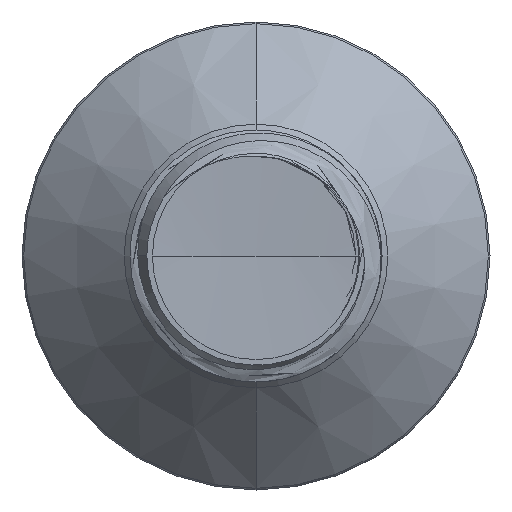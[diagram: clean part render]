
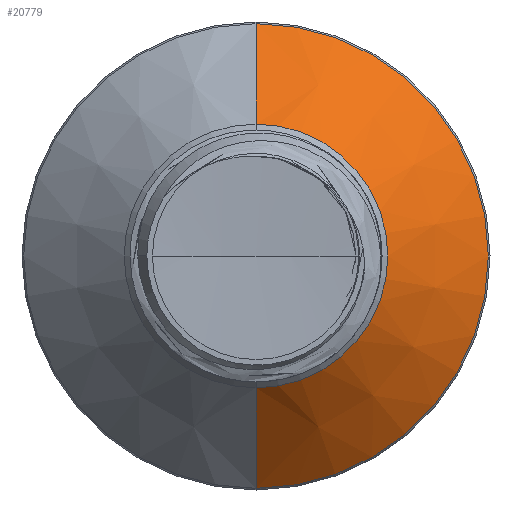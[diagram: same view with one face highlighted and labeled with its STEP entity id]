
A CAD part, front view. The second image highlights one B-rep face of the part: STEP entity #20779.
In plain terms, the highlighted conical face has half-angle 45 degrees and reference radius 1.832 mm.
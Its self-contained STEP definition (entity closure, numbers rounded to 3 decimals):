
#563 = AXIS2_PLACEMENT_3D ( 'NONE', #26700, #10602, #29320 ) ;
#663 = ORIENTED_EDGE ( 'NONE', *, *, #18865, .T. ) ;
#1020 = VERTEX_POINT ( 'NONE', #10495 ) ;
#1534 = ORIENTED_EDGE ( 'NONE', *, *, #15226, .F. ) ;
#1672 = CIRCLE ( 'NONE', #13907, 1.832 ) ;
#5407 = VERTEX_POINT ( 'NONE', #16704 ) ;
#6628 = VECTOR ( 'NONE', #32200, 1000. ) ;
#6739 = CARTESIAN_POINT ( 'NONE',  ( 0., 11.813, 0. ) ) ;
#7003 = DIRECTION ( 'NONE',  ( 0., 1., 0. ) ) ;
#8828 = CIRCLE ( 'NONE', #563, 3.227 ) ;
#8900 = AXIS2_PLACEMENT_3D ( 'NONE', #6739, #33805, #15298 ) ;
#9411 = EDGE_LOOP ( 'NONE', ( #663, #15451, #1534, #9907 ) ) ;
#9907 = ORIENTED_EDGE ( 'NONE', *, *, #11581, .F. ) ;
#10322 = CARTESIAN_POINT ( 'NONE',  ( 0., 13.208, -3.227 ) ) ;
#10495 = CARTESIAN_POINT ( 'NONE',  ( 0., 11.813, -1.832 ) ) ;
#10602 = DIRECTION ( 'NONE',  ( 0., 1., 0. ) ) ;
#11581 = EDGE_CURVE ( 'NONE', #5407, #17640, #33466, .T. ) ;
#13907 = AXIS2_PLACEMENT_3D ( 'NONE', #23284, #7003, #25935 ) ;
#15226 = EDGE_CURVE ( 'NONE', #17640, #33284, #8828, .T. ) ;
#15298 = DIRECTION ( 'NONE',  ( 0., 0., 1. ) ) ;
#15451 = ORIENTED_EDGE ( 'NONE', *, *, #17072, .T. ) ;
#16570 = CARTESIAN_POINT ( 'NONE',  ( 0., 13.208, 3.227 ) ) ;
#16704 = CARTESIAN_POINT ( 'NONE',  ( 0., 11.813, 1.832 ) ) ;
#17072 = EDGE_CURVE ( 'NONE', #1020, #33284, #26436, .T. ) ;
#17640 = VERTEX_POINT ( 'NONE', #16570 ) ;
#18865 = EDGE_CURVE ( 'NONE', #5407, #1020, #1672, .T. ) ;
#18963 = CONICAL_SURFACE ( 'NONE', #8900, 1.832, 0.785 ) ;
#20633 = FACE_OUTER_BOUND ( 'NONE', #9411, .T. ) ;
#20779 = ADVANCED_FACE ( 'NONE', ( #20633 ), #18963, .T. ) ;
#23284 = CARTESIAN_POINT ( 'NONE',  ( 0., 11.813, 0. ) ) ;
#25935 = DIRECTION ( 'NONE',  ( 0., 0., 1. ) ) ;
#26436 = LINE ( 'NONE', #28843, #32609 ) ;
#26700 = CARTESIAN_POINT ( 'NONE',  ( 0., 13.208, 0. ) ) ;
#28843 = CARTESIAN_POINT ( 'NONE',  ( 0., 11.813, -1.832 ) ) ;
#28953 = DIRECTION ( 'NONE',  ( 0., 0.707, -0.707 ) ) ;
#29320 = DIRECTION ( 'NONE',  ( 0., 0., 1. ) ) ;
#32200 = DIRECTION ( 'NONE',  ( 0., 0.707, 0.707 ) ) ;
#32609 = VECTOR ( 'NONE', #28953, 1000. ) ;
#33284 = VERTEX_POINT ( 'NONE', #10322 ) ;
#33466 = LINE ( 'NONE', #34846, #6628 ) ;
#33805 = DIRECTION ( 'NONE',  ( 0., 1., 0. ) ) ;
#34846 = CARTESIAN_POINT ( 'NONE',  ( 0., 11.813, 1.832 ) ) ;
